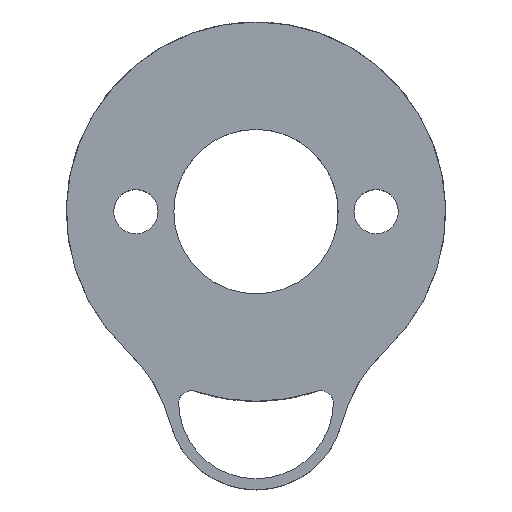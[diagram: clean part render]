
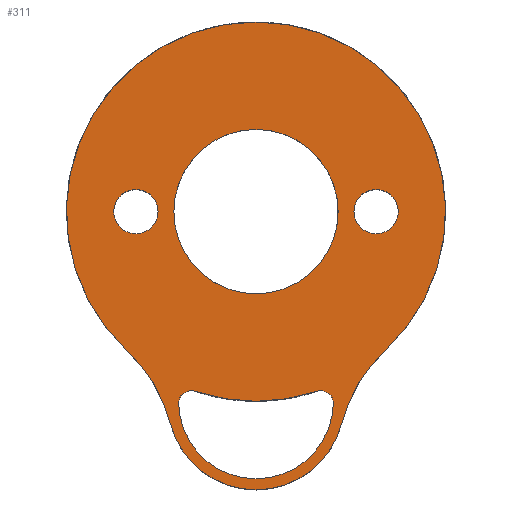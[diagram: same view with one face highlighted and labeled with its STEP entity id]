
A CAD part, top view. The second image highlights one B-rep face of the part: STEP entity #311.
In plain terms, the highlighted planar face has unit normal (0, 0, 1).
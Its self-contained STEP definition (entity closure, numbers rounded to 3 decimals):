
#17=FACE_BOUND('',#55,.T.);
#18=FACE_BOUND('',#56,.T.);
#19=FACE_BOUND('',#57,.T.);
#20=FACE_BOUND('',#58,.T.);
#22=PLANE('',#364);
#37=FACE_OUTER_BOUND('',#54,.T.);
#54=EDGE_LOOP('',(#273,#274,#275,#276));
#55=EDGE_LOOP('',(#277));
#56=EDGE_LOOP('',(#278));
#57=EDGE_LOOP('',(#279));
#58=EDGE_LOOP('',(#280,#281,#282,#283));
#59=CIRCLE('',#327,1.);
#61=CIRCLE('',#330,6.129);
#64=CIRCLE('',#334,1.);
#65=CIRCLE('',#336,12.);
#67=CIRCLE('',#339,7.);
#70=CIRCLE('',#343,12.);
#73=CIRCLE('',#347,15.);
#74=CIRCLE('',#349,15.);
#80=CIRCLE('',#359,6.5);
#81=CIRCLE('',#361,1.75);
#82=CIRCLE('',#363,1.75);
#121=VERTEX_POINT('',#472);
#122=VERTEX_POINT('',#474);
#124=VERTEX_POINT('',#480);
#127=VERTEX_POINT('',#488);
#129=VERTEX_POINT('',#501);
#130=VERTEX_POINT('',#502);
#133=VERTEX_POINT('',#510);
#136=VERTEX_POINT('',#518);
#146=VERTEX_POINT('',#633);
#147=VERTEX_POINT('',#637);
#148=VERTEX_POINT('',#641);
#151=EDGE_CURVE('',#121,#122,#59,.T.);
#154=EDGE_CURVE('',#124,#122,#61,.T.);
#158=EDGE_CURVE('',#124,#127,#64,.T.);
#161=EDGE_CURVE('',#129,#130,#65,.T.);
#165=EDGE_CURVE('',#133,#130,#67,.T.);
#169=EDGE_CURVE('',#133,#136,#70,.T.);
#174=EDGE_CURVE('',#129,#136,#73,.T.);
#176=EDGE_CURVE('',#121,#127,#74,.T.);
#188=EDGE_CURVE('',#146,#146,#80,.T.);
#190=EDGE_CURVE('',#147,#147,#81,.T.);
#192=EDGE_CURVE('',#148,#148,#82,.T.);
#273=ORIENTED_EDGE('',*,*,#174,.T.);
#274=ORIENTED_EDGE('',*,*,#169,.F.);
#275=ORIENTED_EDGE('',*,*,#165,.T.);
#276=ORIENTED_EDGE('',*,*,#161,.F.);
#277=ORIENTED_EDGE('',*,*,#188,.T.);
#278=ORIENTED_EDGE('',*,*,#192,.T.);
#279=ORIENTED_EDGE('',*,*,#190,.T.);
#280=ORIENTED_EDGE('',*,*,#154,.T.);
#281=ORIENTED_EDGE('',*,*,#151,.F.);
#282=ORIENTED_EDGE('',*,*,#176,.T.);
#283=ORIENTED_EDGE('',*,*,#158,.F.);
#311=ADVANCED_FACE('',(#37,#17,#18,#19,#20),#22,.T.);
#327=AXIS2_PLACEMENT_3D('',#475,#370,#371);
#330=AXIS2_PLACEMENT_3D('',#481,#377,#378);
#334=AXIS2_PLACEMENT_3D('',#489,#386,#387);
#336=AXIS2_PLACEMENT_3D('',#503,#391,#392);
#339=AXIS2_PLACEMENT_3D('',#511,#399,#400);
#343=AXIS2_PLACEMENT_3D('',#519,#408,#409);
#347=AXIS2_PLACEMENT_3D('',#544,#417,#418);
#349=AXIS2_PLACEMENT_3D('',#560,#421,#422);
#359=AXIS2_PLACEMENT_3D('',#634,#445,#446);
#361=AXIS2_PLACEMENT_3D('',#638,#450,#451);
#363=AXIS2_PLACEMENT_3D('',#642,#455,#456);
#364=AXIS2_PLACEMENT_3D('',#644,#458,#459);
#370=DIRECTION('center_axis',(0.,0.,1.));
#371=DIRECTION('ref_axis',(-0.595,0.804,0.));
#377=DIRECTION('center_axis',(0.,0.,-1.));
#378=DIRECTION('ref_axis',(-0.979,0.204,0.));
#386=DIRECTION('center_axis',(0.,0.,1.));
#387=DIRECTION('ref_axis',(0.595,0.804,0.));
#391=DIRECTION('center_axis',(0.,0.,1.));
#392=DIRECTION('ref_axis',(-0.859,0.512,0.));
#399=DIRECTION('center_axis',(0.,0.,1.));
#400=DIRECTION('ref_axis',(-0.972,0.233,0.));
#408=DIRECTION('center_axis',(0.,0.,1.));
#409=DIRECTION('ref_axis',(0.859,0.512,0.));
#417=DIRECTION('center_axis',(0.,0.,1.));
#418=DIRECTION('ref_axis',(1.,0.,0.));
#421=DIRECTION('center_axis',(0.,0.,1.));
#422=DIRECTION('ref_axis',(1.,0.,0.));
#445=DIRECTION('center_axis',(0.,0.,-1.));
#446=DIRECTION('ref_axis',(1.,0.,0.));
#450=DIRECTION('center_axis',(0.,0.,-1.));
#451=DIRECTION('ref_axis',(1.,0.,0.));
#455=DIRECTION('center_axis',(0.,0.,-1.));
#456=DIRECTION('ref_axis',(1.,0.,0.));
#458=DIRECTION('center_axis',(0.,0.,1.));
#459=DIRECTION('ref_axis',(1.,0.,0.));
#472=CARTESIAN_POINT('',(-4.806,-14.209,20.));
#474=CARTESIAN_POINT('',(-6.126,-15.187,20.));
#475=CARTESIAN_POINT('Origin',(-5.127,-15.156,20.));
#480=CARTESIAN_POINT('',(6.126,-15.187,20.));
#481=CARTESIAN_POINT('Origin',(0.,-15.,20.));
#488=CARTESIAN_POINT('',(4.806,-14.209,20.));
#489=CARTESIAN_POINT('Origin',(5.127,-15.156,20.));
#501=CARTESIAN_POINT('',(10.218,-10.981,20.));
#502=CARTESIAN_POINT('',(6.776,-16.756,20.));
#503=CARTESIAN_POINT('Origin',(18.392,-19.767,20.));
#510=CARTESIAN_POINT('',(-6.776,-16.756,20.));
#511=CARTESIAN_POINT('Origin',(0.,-15.,20.));
#518=CARTESIAN_POINT('',(-10.218,-10.981,20.));
#519=CARTESIAN_POINT('Origin',(-18.392,-19.767,20.));
#544=CARTESIAN_POINT('Origin',(0.,0.,20.));
#560=CARTESIAN_POINT('Origin',(0.,0.,20.));
#633=CARTESIAN_POINT('',(-6.5,0.,20.));
#634=CARTESIAN_POINT('Origin',(0.,0.,20.));
#637=CARTESIAN_POINT('',(7.75,0.,20.));
#638=CARTESIAN_POINT('Origin',(9.5,0.,20.));
#641=CARTESIAN_POINT('',(-11.25,0.,20.));
#642=CARTESIAN_POINT('Origin',(-9.5,0.,20.));
#644=CARTESIAN_POINT('Origin',(0.,0.,20.));
